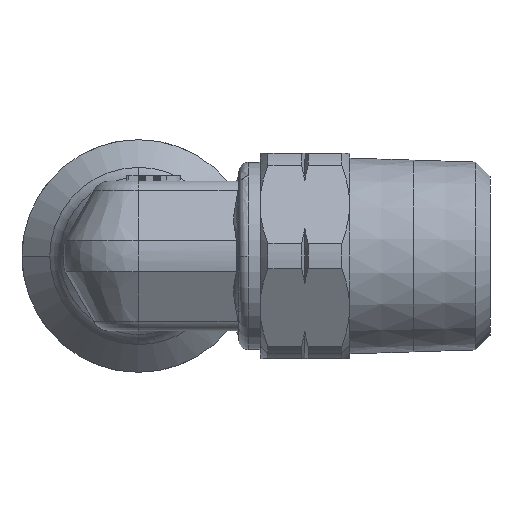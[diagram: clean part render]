
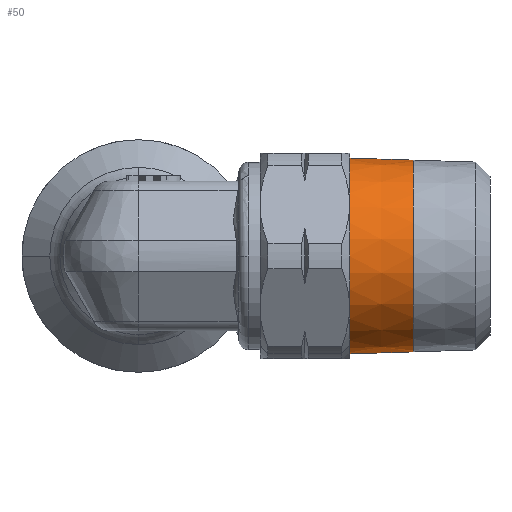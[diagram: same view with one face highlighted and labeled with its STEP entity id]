
A CAD part, left-side view. The second image highlights one B-rep face of the part: STEP entity #50.
In plain terms, the highlighted conical face has half-angle 1.79 degrees and reference radius 5.122 mm.
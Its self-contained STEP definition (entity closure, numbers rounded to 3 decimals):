
#50=ADVANCED_FACE('',(#227),#228,.T.);
#227=FACE_OUTER_BOUND('',#584,.T.);
#228=CONICAL_SURFACE('',#585,5.122,0.031);
#584=EDGE_LOOP('',(#964,#965,#966,#967));
#585=AXIS2_PLACEMENT_3D('',#968,#969,#970);
#964=ORIENTED_EDGE('',*,*,#2337,.F.);
#965=ORIENTED_EDGE('',*,*,#2338,.T.);
#966=ORIENTED_EDGE('',*,*,#2339,.F.);
#967=ORIENTED_EDGE('',*,*,#2340,.F.);
#968=CARTESIAN_POINT('',(0.0,-14.659,0.0));
#969=DIRECTION('',(-0.0,1.0,0.0));
#970=DIRECTION('',(0.,0.0,-1.0));
#2337=EDGE_CURVE('',#2789,#2790,#2791,.T.);
#2338=EDGE_CURVE('',#2789,#2792,#2793,.T.);
#2339=EDGE_CURVE('',#2794,#2792,#2795,.T.);
#2340=EDGE_CURVE('',#2790,#2794,#2796,.T.);
#2789=VERTEX_POINT('',#3530);
#2790=VERTEX_POINT('',#3531);
#2791=LINE('',#3532,#3533);
#2792=VERTEX_POINT('',#3534);
#2793=CIRCLE('',#3535,5.121);
#2794=VERTEX_POINT('',#3536);
#2795=LINE('',#3537,#3538);
#2796=CIRCLE('',#3539,5.227);
#3530=CARTESIAN_POINT('',(0.,-14.683,-5.121));
#3531=CARTESIAN_POINT('',(0.,-11.285,-5.227));
#3532=CARTESIAN_POINT('',(0.,-14.659,-5.122));
#3533=VECTOR('',#5303,1.0);
#3534=CARTESIAN_POINT('',(0.,-14.683,5.121));
#3535=AXIS2_PLACEMENT_3D('',#5304,#5305,#5306);
#3536=CARTESIAN_POINT('',(0.,-11.285,5.227));
#3537=CARTESIAN_POINT('',(0.,-14.659,5.122));
#3538=VECTOR('',#5307,1.0);
#3539=AXIS2_PLACEMENT_3D('',#5308,#5309,#5310);
#5303=DIRECTION('',(0.,1.,-0.031));
#5304=CARTESIAN_POINT('',(0.0,-14.685,0.0));
#5305=DIRECTION('',(0.0,1.0,0.0));
#5306=DIRECTION('',(0.,0.0,-1.0));
#5307=DIRECTION('',(0.,-1.,-0.031));
#5308=CARTESIAN_POINT('',(0.0,-11.285,0.0));
#5309=DIRECTION('',(0.0,1.0,0.0));
#5310=DIRECTION('',(0.,0.0,-1.0));
